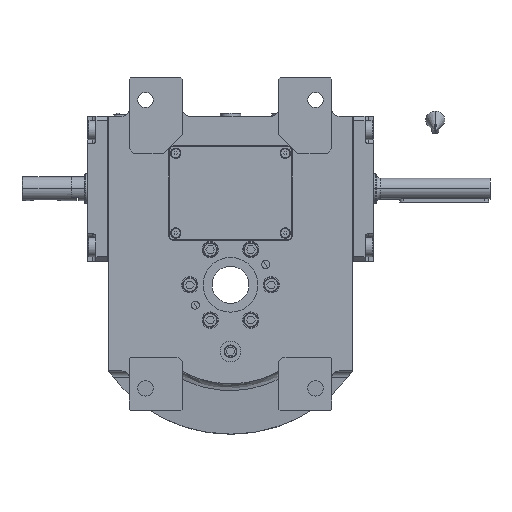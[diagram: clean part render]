
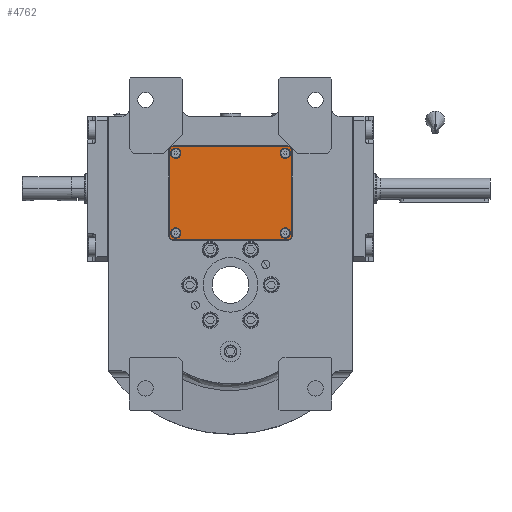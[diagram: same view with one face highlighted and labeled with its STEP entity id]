
A CAD part, front view. The second image highlights one B-rep face of the part: STEP entity #4762.
In plain terms, the highlighted face is planar.
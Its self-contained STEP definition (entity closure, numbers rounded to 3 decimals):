
#225 = ORIENTED_EDGE ( 'NONE', *, *, #62610, .T. ) ;
#496 = ORIENTED_EDGE ( 'NONE', *, *, #45574, .T. ) ;
#1336 = FACE_BOUND ( 'NONE', #42924, .T. ) ;
#1421 = VERTEX_POINT ( 'NONE', #3213 ) ;
#1880 = CARTESIAN_POINT ( 'NONE',  ( 37., 27., 3. ) ) ;
#2008 = EDGE_CURVE ( 'NONE', #18438, #12656, #33557, .T. ) ;
#3213 = CARTESIAN_POINT ( 'NONE',  ( -39.5, 31.5, 3. ) ) ;
#4577 = ORIENTED_EDGE ( 'NONE', *, *, #35822, .T. ) ;
#4762 = ADVANCED_FACE ( 'NONE', ( #43806, #11850, #1336, #38537, #65241 ), #42215, .T. ) ;
#5394 = VECTOR ( 'NONE', #47562, 1000. ) ;
#6625 = CARTESIAN_POINT ( 'NONE',  ( 39.5, -31.5, 3. ) ) ;
#6705 = CARTESIAN_POINT ( 'NONE',  ( -39.5, -31.5, 3. ) ) ;
#6713 = EDGE_LOOP ( 'NONE', ( #16736, #23015 ) ) ;
#7056 = CARTESIAN_POINT ( 'NONE',  ( 41.5, -29.5, 3. ) ) ;
#7367 = ORIENTED_EDGE ( 'NONE', *, *, #26520, .T. ) ;
#8067 = EDGE_CURVE ( 'NONE', #12656, #18438, #64133, .T. ) ;
#8442 = VECTOR ( 'NONE', #21967, 1000. ) ;
#8791 = AXIS2_PLACEMENT_3D ( 'NONE', #41153, #13444, #29214 ) ;
#9326 = CARTESIAN_POINT ( 'NONE',  ( -41.5, 29.5, 3. ) ) ;
#10115 = AXIS2_PLACEMENT_3D ( 'NONE', #16420, #54681, #17112 ) ;
#11850 = FACE_BOUND ( 'NONE', #29655, .T. ) ;
#11900 = VECTOR ( 'NONE', #28335, 1000. ) ;
#12656 = VERTEX_POINT ( 'NONE', #50889 ) ;
#12900 = AXIS2_PLACEMENT_3D ( 'NONE', #47837, #69270, #48191 ) ;
#13444 = DIRECTION ( 'NONE',  ( 0., 0., 1. ) ) ;
#13511 = VERTEX_POINT ( 'NONE', #44430 ) ;
#13847 = CIRCLE ( 'NONE', #31744, 3.5 ) ;
#14048 = LINE ( 'NONE', #7056, #46780 ) ;
#14246 = VERTEX_POINT ( 'NONE', #16817 ) ;
#14307 = CARTESIAN_POINT ( 'NONE',  ( 33.5, -27., 3. ) ) ;
#14936 = DIRECTION ( 'NONE',  ( 0., 0., 1. ) ) ;
#15083 = CARTESIAN_POINT ( 'NONE',  ( 41.5, -29.5, 3. ) ) ;
#15367 = VERTEX_POINT ( 'NONE', #29567 ) ;
#16420 = CARTESIAN_POINT ( 'NONE',  ( 0., 0., 3. ) ) ;
#16686 = EDGE_CURVE ( 'NONE', #48161, #13511, #61120, .T. ) ;
#16736 = ORIENTED_EDGE ( 'NONE', *, *, #45184, .F. ) ;
#16817 = CARTESIAN_POINT ( 'NONE',  ( -33.5, -27., 3. ) ) ;
#17008 = ORIENTED_EDGE ( 'NONE', *, *, #31286, .F. ) ;
#17112 = DIRECTION ( 'NONE',  ( 1., 0., 0. ) ) ;
#17324 = DIRECTION ( 'NONE',  ( 1., 0., 0. ) ) ;
#17859 = DIRECTION ( 'NONE',  ( -1., 0., 0. ) ) ;
#18242 = ORIENTED_EDGE ( 'NONE', *, *, #38801, .T. ) ;
#18258 = ORIENTED_EDGE ( 'NONE', *, *, #16686, .F. ) ;
#18438 = VERTEX_POINT ( 'NONE', #47427 ) ;
#18519 = DIRECTION ( 'NONE',  ( 0.707, -0.707, 0. ) ) ;
#18560 = DIRECTION ( 'NONE',  ( 0., 0., 1. ) ) ;
#18602 = CIRCLE ( 'NONE', #65693, 3.5 ) ;
#18625 = DIRECTION ( 'NONE',  ( 1., 0., 0. ) ) ;
#19864 = DIRECTION ( 'NONE',  ( -1., 0., 0. ) ) ;
#20708 = LINE ( 'NONE', #30875, #65847 ) ;
#21967 = DIRECTION ( 'NONE',  ( -0.707, -0.707, 0. ) ) ;
#23015 = ORIENTED_EDGE ( 'NONE', *, *, #35027, .F. ) ;
#23477 = ORIENTED_EDGE ( 'NONE', *, *, #61404, .T. ) ;
#24223 = CARTESIAN_POINT ( 'NONE',  ( -41.5, -29.5, 3. ) ) ;
#25411 = CIRCLE ( 'NONE', #60217, 3.5 ) ;
#26520 = EDGE_CURVE ( 'NONE', #41870, #1421, #39289, .T. ) ;
#26838 = ORIENTED_EDGE ( 'NONE', *, *, #8067, .F. ) ;
#26884 = LINE ( 'NONE', #27230, #8442 ) ;
#27127 = AXIS2_PLACEMENT_3D ( 'NONE', #1880, #49281, #17324 ) ;
#27230 = CARTESIAN_POINT ( 'NONE',  ( -39.5, 31.5, 3. ) ) ;
#27484 = VECTOR ( 'NONE', #17859, 1000. ) ;
#28335 = DIRECTION ( 'NONE',  ( 0.707, 0.707, 0. ) ) ;
#28553 = VERTEX_POINT ( 'NONE', #9326 ) ;
#29214 = DIRECTION ( 'NONE',  ( 1., 0., 0. ) ) ;
#29416 = DIRECTION ( 'NONE',  ( -1., 0., 0. ) ) ;
#29567 = CARTESIAN_POINT ( 'NONE',  ( -40.5, -27., 3. ) ) ;
#29655 = EDGE_LOOP ( 'NONE', ( #26838, #34180 ) ) ;
#30536 = DIRECTION ( 'NONE',  ( -0.707, 0.707, 0. ) ) ;
#30875 = CARTESIAN_POINT ( 'NONE',  ( 41.5, 29.5, 3. ) ) ;
#31234 = EDGE_CURVE ( 'NONE', #13511, #48161, #45468, .T. ) ;
#31286 = EDGE_CURVE ( 'NONE', #58582, #54488, #18602, .T. ) ;
#31744 = AXIS2_PLACEMENT_3D ( 'NONE', #60060, #54095, #60408 ) ;
#31896 = CARTESIAN_POINT ( 'NONE',  ( 40.5, -27., 3. ) ) ;
#31959 = ORIENTED_EDGE ( 'NONE', *, *, #61337, .T. ) ;
#32910 = EDGE_LOOP ( 'NONE', ( #64498, #17008 ) ) ;
#33557 = CIRCLE ( 'NONE', #39184, 3.5 ) ;
#34180 = ORIENTED_EDGE ( 'NONE', *, *, #2008, .F. ) ;
#34296 = AXIS2_PLACEMENT_3D ( 'NONE', #41286, #14936, #43604 ) ;
#34854 = DIRECTION ( 'NONE',  ( 0., 0., 1. ) ) ;
#35027 = EDGE_CURVE ( 'NONE', #15367, #14246, #25411, .T. ) ;
#35536 = ORIENTED_EDGE ( 'NONE', *, *, #36845, .T. ) ;
#35822 = EDGE_CURVE ( 'NONE', #60646, #36871, #45199, .T. ) ;
#36845 = EDGE_CURVE ( 'NONE', #36871, #62071, #14048, .T. ) ;
#36871 = VERTEX_POINT ( 'NONE', #15083 ) ;
#37878 = EDGE_CURVE ( 'NONE', #54488, #58582, #39070, .T. ) ;
#38098 = LINE ( 'NONE', #58799, #5394 ) ;
#38537 = FACE_BOUND ( 'NONE', #32910, .T. ) ;
#38801 = EDGE_CURVE ( 'NONE', #47934, #45182, #62057, .T. ) ;
#39070 = CIRCLE ( 'NONE', #8791, 3.5 ) ;
#39184 = AXIS2_PLACEMENT_3D ( 'NONE', #60721, #18560, #29416 ) ;
#39289 = LINE ( 'NONE', #44200, #27484 ) ;
#40463 = CARTESIAN_POINT ( 'NONE',  ( -37., -27., 3. ) ) ;
#41153 = CARTESIAN_POINT ( 'NONE',  ( 37., -27., 3. ) ) ;
#41286 = CARTESIAN_POINT ( 'NONE',  ( -37., 27., 3. ) ) ;
#41634 = DIRECTION ( 'NONE',  ( 0., 0., 1. ) ) ;
#41870 = VERTEX_POINT ( 'NONE', #58471 ) ;
#42215 = PLANE ( 'NONE',  #10115 ) ;
#42924 = EDGE_LOOP ( 'NONE', ( #53812, #18258 ) ) ;
#43315 = CARTESIAN_POINT ( 'NONE',  ( 39.5, -31.5, 3. ) ) ;
#43604 = DIRECTION ( 'NONE',  ( 1., 0., 0. ) ) ;
#43806 = FACE_OUTER_BOUND ( 'NONE', #56476, .T. ) ;
#44200 = CARTESIAN_POINT ( 'NONE',  ( 39.5, 31.5, 3. ) ) ;
#44430 = CARTESIAN_POINT ( 'NONE',  ( -33.5, 27., 3. ) ) ;
#44542 = CARTESIAN_POINT ( 'NONE',  ( -40.5, 27., 3. ) ) ;
#44950 = DIRECTION ( 'NONE',  ( 0., 1., 0. ) ) ;
#44970 = CARTESIAN_POINT ( 'NONE',  ( -39.5, -31.5, 3. ) ) ;
#45182 = VERTEX_POINT ( 'NONE', #6705 ) ;
#45184 = EDGE_CURVE ( 'NONE', #14246, #15367, #13847, .T. ) ;
#45199 = LINE ( 'NONE', #6625, #11900 ) ;
#45468 = CIRCLE ( 'NONE', #34296, 3.5 ) ;
#45548 = CARTESIAN_POINT ( 'NONE',  ( -41.5, -29.5, 3. ) ) ;
#45574 = EDGE_CURVE ( 'NONE', #1421, #28553, #26884, .T. ) ;
#46780 = VECTOR ( 'NONE', #44950, 1000. ) ;
#47240 = CARTESIAN_POINT ( 'NONE',  ( 37., -27., 3. ) ) ;
#47427 = CARTESIAN_POINT ( 'NONE',  ( 33.5, 27., 3. ) ) ;
#47562 = DIRECTION ( 'NONE',  ( 0., -1., 0. ) ) ;
#47837 = CARTESIAN_POINT ( 'NONE',  ( -37., 27., 3. ) ) ;
#47934 = VERTEX_POINT ( 'NONE', #24223 ) ;
#48161 = VERTEX_POINT ( 'NONE', #44542 ) ;
#48191 = DIRECTION ( 'NONE',  ( -1., 0., 0. ) ) ;
#49281 = DIRECTION ( 'NONE',  ( 0., 0., 1. ) ) ;
#49884 = LINE ( 'NONE', #44970, #52304 ) ;
#50889 = CARTESIAN_POINT ( 'NONE',  ( 40.5, 27., 3. ) ) ;
#52304 = VECTOR ( 'NONE', #18625, 1000. ) ;
#53812 = ORIENTED_EDGE ( 'NONE', *, *, #31234, .F. ) ;
#54095 = DIRECTION ( 'NONE',  ( 0., 0., 1. ) ) ;
#54488 = VERTEX_POINT ( 'NONE', #31896 ) ;
#54681 = DIRECTION ( 'NONE',  ( 0., 0., 1. ) ) ;
#56476 = EDGE_LOOP ( 'NONE', ( #35536, #23477, #7367, #496, #225, #18242, #31959, #4577 ) ) ;
#58471 = CARTESIAN_POINT ( 'NONE',  ( 39.5, 31.5, 3. ) ) ;
#58582 = VERTEX_POINT ( 'NONE', #14307 ) ;
#58799 = CARTESIAN_POINT ( 'NONE',  ( -41.5, 29.5, 3. ) ) ;
#60060 = CARTESIAN_POINT ( 'NONE',  ( -37., -27., 3. ) ) ;
#60217 = AXIS2_PLACEMENT_3D ( 'NONE', #40463, #34854, #67149 ) ;
#60408 = DIRECTION ( 'NONE',  ( 1., 0., 0. ) ) ;
#60646 = VERTEX_POINT ( 'NONE', #43315 ) ;
#60721 = CARTESIAN_POINT ( 'NONE',  ( 37., 27., 3. ) ) ;
#61120 = CIRCLE ( 'NONE', #12900, 3.5 ) ;
#61337 = EDGE_CURVE ( 'NONE', #45182, #60646, #49884, .T. ) ;
#61404 = EDGE_CURVE ( 'NONE', #62071, #41870, #20708, .T. ) ;
#62057 = LINE ( 'NONE', #45548, #66032 ) ;
#62071 = VERTEX_POINT ( 'NONE', #66149 ) ;
#62610 = EDGE_CURVE ( 'NONE', #28553, #47934, #38098, .T. ) ;
#64133 = CIRCLE ( 'NONE', #27127, 3.5 ) ;
#64498 = ORIENTED_EDGE ( 'NONE', *, *, #37878, .F. ) ;
#65241 = FACE_BOUND ( 'NONE', #6713, .T. ) ;
#65693 = AXIS2_PLACEMENT_3D ( 'NONE', #47240, #41634, #19864 ) ;
#65847 = VECTOR ( 'NONE', #30536, 1000. ) ;
#66032 = VECTOR ( 'NONE', #18519, 1000. ) ;
#66149 = CARTESIAN_POINT ( 'NONE',  ( 41.5, 29.5, 3. ) ) ;
#67149 = DIRECTION ( 'NONE',  ( -1., 0., 0. ) ) ;
#69270 = DIRECTION ( 'NONE',  ( 0., 0., 1. ) ) ;
